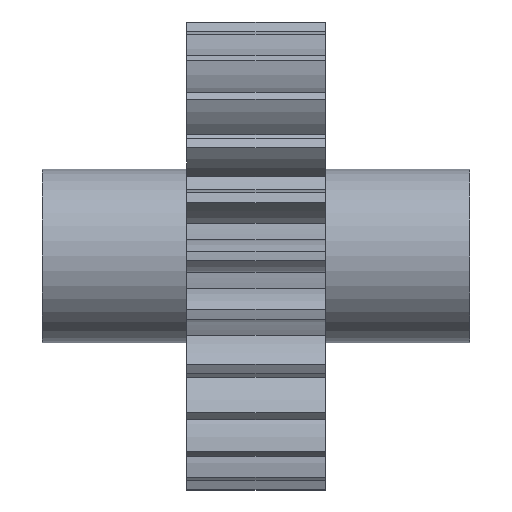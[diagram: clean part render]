
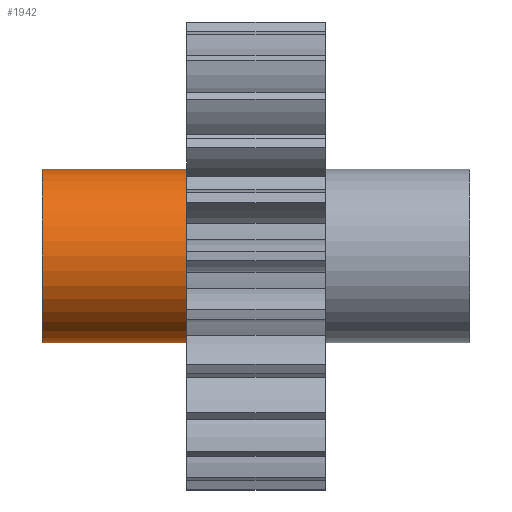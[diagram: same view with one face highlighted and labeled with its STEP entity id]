
A CAD part, front view. The second image highlights one B-rep face of the part: STEP entity #1942.
In plain terms, the highlighted cylindrical face has radius 7.5 mm (diameter 15 mm), a partial arc.
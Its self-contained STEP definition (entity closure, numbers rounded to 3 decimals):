
#32 = ORIENTED_EDGE ( 'NONE', *, *, #2326, .F. ) ;
#92 = CYLINDRICAL_SURFACE ( 'NONE', #2660, 7.5 ) ;
#711 = FACE_OUTER_BOUND ( 'NONE', #934, .T. ) ;
#744 = DIRECTION ( 'NONE',  ( 0., 0., -1. ) ) ;
#921 = CARTESIAN_POINT ( 'NONE',  ( -12.5, 0., 0. ) ) ;
#934 = EDGE_LOOP ( 'NONE', ( #32, #3051, #3085, #2151 ) ) ;
#972 = DIRECTION ( 'NONE',  ( 0., 0., 1. ) ) ;
#1104 = DIRECTION ( 'NONE',  ( 1., 0., 0. ) ) ;
#1194 = VERTEX_POINT ( 'NONE', #2103 ) ;
#1465 = VECTOR ( 'NONE', #2684, 1000. ) ;
#1699 = CARTESIAN_POINT ( 'NONE',  ( -12.5, 0., 0. ) ) ;
#1741 = AXIS2_PLACEMENT_3D ( 'NONE', #921, #2178, #972 ) ;
#1820 = EDGE_CURVE ( 'NONE', #1194, #1864, #1956, .T. ) ;
#1834 = DIRECTION ( 'NONE',  ( 0., 0., -1. ) ) ;
#1864 = VERTEX_POINT ( 'NONE', #3572 ) ;
#1942 = ADVANCED_FACE ( 'NONE', ( #711 ), #92, .T. ) ;
#1956 = CIRCLE ( 'NONE', #1741, 7.5 ) ;
#2016 = VECTOR ( 'NONE', #1104, 1000. ) ;
#2084 = VERTEX_POINT ( 'NONE', #2101 ) ;
#2101 = CARTESIAN_POINT ( 'NONE',  ( 0., 0., 7.5 ) ) ;
#2103 = CARTESIAN_POINT ( 'NONE',  ( -12.5, 0., -7.5 ) ) ;
#2118 = DIRECTION ( 'NONE',  ( -1., 0., 0. ) ) ;
#2151 = ORIENTED_EDGE ( 'NONE', *, *, #3320, .T. ) ;
#2178 = DIRECTION ( 'NONE',  ( -1., 0., 0. ) ) ;
#2326 = EDGE_CURVE ( 'NONE', #1864, #2084, #3526, .T. ) ;
#2401 = CARTESIAN_POINT ( 'NONE',  ( -12.5, 0., 7.5 ) ) ;
#2577 = VERTEX_POINT ( 'NONE', #3213 ) ;
#2660 = AXIS2_PLACEMENT_3D ( 'NONE', #1699, #2945, #744 ) ;
#2684 = DIRECTION ( 'NONE',  ( 1., 0., 0. ) ) ;
#2839 = EDGE_CURVE ( 'NONE', #1194, #2577, #3916, .T. ) ;
#2932 = AXIS2_PLACEMENT_3D ( 'NONE', #3334, #2118, #1834 ) ;
#2945 = DIRECTION ( 'NONE',  ( 1., 0., 0. ) ) ;
#2956 = CARTESIAN_POINT ( 'NONE',  ( -12.5, 0., -7.5 ) ) ;
#3051 = ORIENTED_EDGE ( 'NONE', *, *, #1820, .F. ) ;
#3085 = ORIENTED_EDGE ( 'NONE', *, *, #2839, .T. ) ;
#3213 = CARTESIAN_POINT ( 'NONE',  ( 0., 0., -7.5 ) ) ;
#3320 = EDGE_CURVE ( 'NONE', #2577, #2084, #3779, .T. ) ;
#3334 = CARTESIAN_POINT ( 'NONE',  ( 0., 0., 0. ) ) ;
#3526 = LINE ( 'NONE', #2401, #1465 ) ;
#3572 = CARTESIAN_POINT ( 'NONE',  ( -12.5, 0., 7.5 ) ) ;
#3779 = CIRCLE ( 'NONE', #2932, 7.5 ) ;
#3916 = LINE ( 'NONE', #2956, #2016 ) ;
